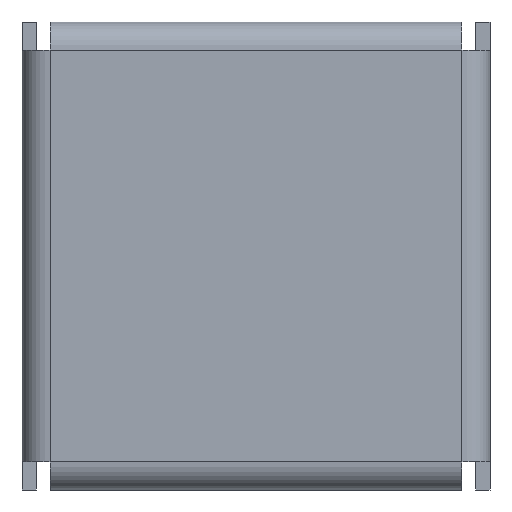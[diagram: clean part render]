
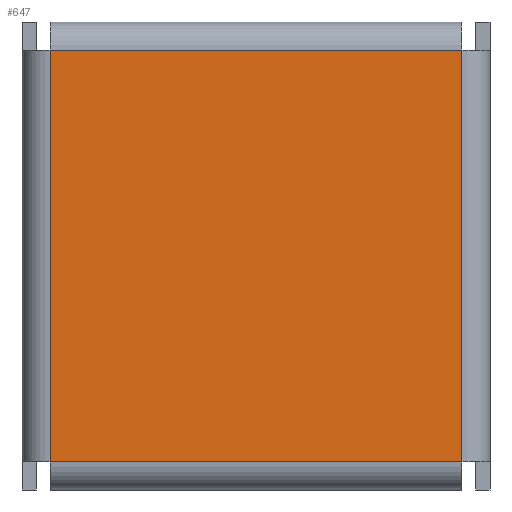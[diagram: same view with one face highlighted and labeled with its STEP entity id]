
A CAD part, front view. The second image highlights one B-rep face of the part: STEP entity #647.
In plain terms, the highlighted planar face has unit normal (0, -1, 0).
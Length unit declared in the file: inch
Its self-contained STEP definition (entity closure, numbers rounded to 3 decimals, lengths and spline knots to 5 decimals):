
#41=PLANE('',#708);
#83=FACE_OUTER_BOUND('',#125,.T.);
#125=EDGE_LOOP('',(#553,#554,#555,#556));
#154=LINE('',#924,#226);
#173=LINE('',#972,#245);
#182=LINE('',#1000,#254);
#202=LINE('',#1045,#274);
#226=VECTOR('',#730,0.3937);
#245=VECTOR('',#781,0.3937);
#254=VECTOR('',#808,0.3937);
#274=VECTOR('',#858,0.3937);
#299=VERTEX_POINT('',#921);
#300=VERTEX_POINT('',#923);
#313=VERTEX_POINT('',#971);
#323=VERTEX_POINT('',#999);
#347=EDGE_CURVE('',#300,#299,#154,.T.);
#371=EDGE_CURVE('',#313,#300,#173,.T.);
#385=EDGE_CURVE('',#323,#313,#182,.T.);
#409=EDGE_CURVE('',#299,#323,#202,.T.);
#553=ORIENTED_EDGE('',*,*,#347,.T.);
#554=ORIENTED_EDGE('',*,*,#409,.T.);
#555=ORIENTED_EDGE('',*,*,#385,.T.);
#556=ORIENTED_EDGE('',*,*,#371,.T.);
#647=ADVANCED_FACE('',(#83),#41,.T.);
#708=AXIS2_PLACEMENT_3D('',#1059,#873,#874);
#730=DIRECTION('',(1.,0.,0.));
#781=DIRECTION('',(0.,0.,-1.));
#808=DIRECTION('',(-1.,0.,0.));
#858=DIRECTION('',(0.,0.,1.));
#873=DIRECTION('center_axis',(0.,-1.,0.));
#874=DIRECTION('ref_axis',(0.,0.,-1.));
#921=CARTESIAN_POINT('',(-0.12,-0.03,0.12));
#923=CARTESIAN_POINT('',(-1.88,-0.03,0.12));
#924=CARTESIAN_POINT('',(-0.56,-0.03,0.12));
#971=CARTESIAN_POINT('',(-1.88,-0.03,1.88));
#972=CARTESIAN_POINT('',(-1.88,-0.03,0.5));
#999=CARTESIAN_POINT('',(-0.12,-0.03,1.88));
#1000=CARTESIAN_POINT('',(-1.44,-0.03,1.88));
#1045=CARTESIAN_POINT('',(-0.12,-0.03,1.5));
#1059=CARTESIAN_POINT('Origin',(-1.,-0.03,1.));
